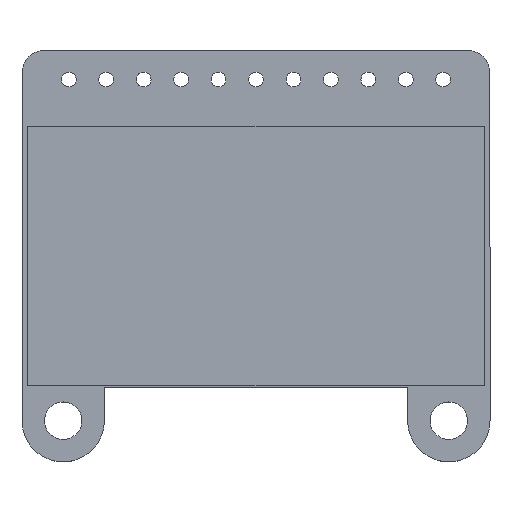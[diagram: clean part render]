
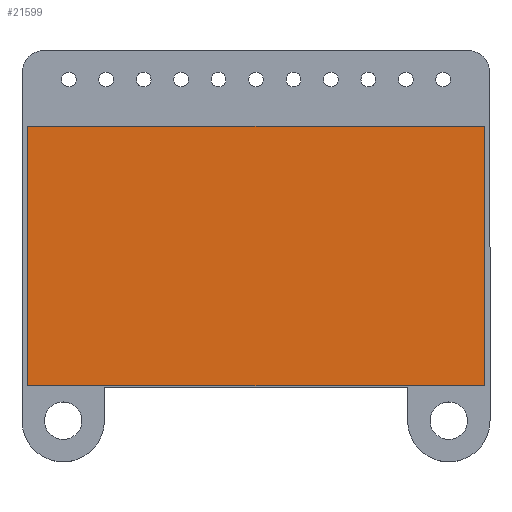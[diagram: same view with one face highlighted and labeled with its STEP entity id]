
A CAD part, top view. The second image highlights one B-rep face of the part: STEP entity #21599.
In plain terms, the highlighted planar face has unit normal (0, 0, 1).
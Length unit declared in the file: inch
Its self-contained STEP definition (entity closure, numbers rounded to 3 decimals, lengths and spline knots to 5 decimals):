
#2526=FACE_OUTER_BOUND('',#3667,.T.);
#3667=EDGE_LOOP('',(#14651,#14652,#14653,#14654));
#4905=LINE('',#30937,#7201);
#4908=LINE('',#30943,#7204);
#4911=LINE('',#30949,#7207);
#4914=LINE('',#30953,#7210);
#7201=VECTOR('',#24742,0.3937);
#7204=VECTOR('',#24747,0.3937);
#7207=VECTOR('',#24752,0.3937);
#7210=VECTOR('',#24757,0.3937);
#9497=VERTEX_POINT('',#30934);
#9498=VERTEX_POINT('',#30936);
#9500=VERTEX_POINT('',#30942);
#9502=VERTEX_POINT('',#30948);
#11510=EDGE_CURVE('',#9498,#9497,#4905,.T.);
#11513=EDGE_CURVE('',#9500,#9498,#4908,.T.);
#11516=EDGE_CURVE('',#9502,#9500,#4911,.T.);
#11519=EDGE_CURVE('',#9497,#9502,#4914,.T.);
#14651=ORIENTED_EDGE('',*,*,#11519,.T.);
#14652=ORIENTED_EDGE('',*,*,#11516,.T.);
#14653=ORIENTED_EDGE('',*,*,#11513,.T.);
#14654=ORIENTED_EDGE('',*,*,#11510,.T.);
#20893=PLANE('',#22791);
#21599=ADVANCED_FACE('',(#2526),#20893,.T.);
#22791=AXIS2_PLACEMENT_3D('',#30954,#24758,#24759);
#24742=DIRECTION('',(0.,1.,0.));
#24747=DIRECTION('',(1.,0.,0.));
#24752=DIRECTION('',(0.,-1.,0.));
#24757=DIRECTION('',(-1.,0.,0.));
#24758=DIRECTION('center_axis',(0.,0.,1.));
#24759=DIRECTION('ref_axis',(1.,0.,0.));
#30934=CARTESIAN_POINT('',(0.61024,0.34646,0.06299));
#30936=CARTESIAN_POINT('',(0.61024,-0.34646,0.06299));
#30937=CARTESIAN_POINT('',(0.61024,0.34646,0.06299));
#30942=CARTESIAN_POINT('',(-0.61024,-0.34646,0.06299));
#30943=CARTESIAN_POINT('',(0.61024,-0.34646,0.06299));
#30948=CARTESIAN_POINT('',(-0.61024,0.34646,0.06299));
#30949=CARTESIAN_POINT('',(-0.61024,-0.34646,0.06299));
#30953=CARTESIAN_POINT('',(-0.61024,0.34646,0.06299));
#30954=CARTESIAN_POINT('Origin',(0.,0.,
0.06299));
